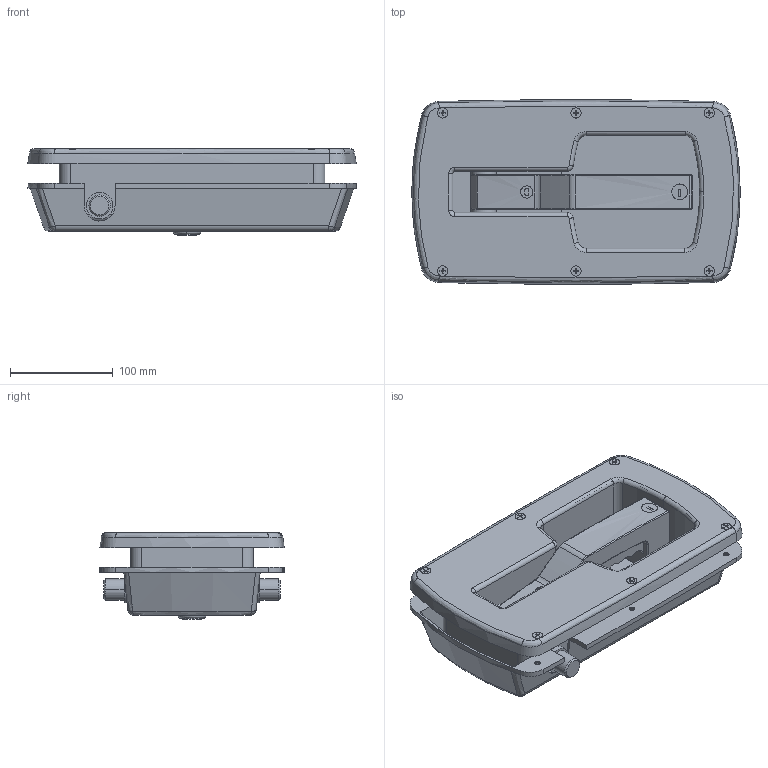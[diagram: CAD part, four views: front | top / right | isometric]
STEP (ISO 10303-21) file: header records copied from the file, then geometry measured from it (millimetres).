
FILE_DESCRIPTION (( 'STEP AP203' ), '1' );
FILE_NAME ('FA-815N-3-A-Hontai.STEP', '2020-05-22T04:04:59', ( '' ), ( '' ), 'SwSTEP 2.0', 'SolidWorks 2018', '' );
FILE_SCHEMA (( 'CONFIG_CONTROL_DESIGN' ));
Length unit declared in the file: millimetre
Products named in the file (9): FA-815N-3-A-Hontai; FA-815N-3_十字穴付皿小ねじ_内径基準ver1.02__M5x8十字穴付皿小ねじ(SUS); FA-815-3_表カバー_; C-30-SG-A__C-30-SG-20A; FA-815N-3-A_ジョイント__ジョイントA; FA-815-3_裏カバー_; FA-815-3_ボディ_; FA-815-3_ハンドル_; T0230僟儈乕儘乕僞乕__#T0230-3
Assembly tree (14 placements, depth 2):
  FA-815N-3-A-Hontai
    FA-815-3_表カバー_
    FA-815-3_ボディ_
    FA-815-3_ハンドル_
    FA-815-3_裏カバー_
    FA-815N-3-A_ジョイント__ジョイントA  x2
    C-30-SG-A__C-30-SG-20A
    FA-815N-3_十字穴付皿小ねじ_内径基準ver1.02__M5x8十字穴付皿小ねじ(SUS)  x6
    T0230僟儈乕儘乕僞乕__#T0230-3
Bounding box: 320 x 179.99 x 84.4 mm (x, y, z)
Volume: 979728.6 mm3; surface area: 608983 mm2
Topology: 14 solids, 14 shells, 741 faces, 1845 edges, 1164 vertices
Faces by surface type: cylinder 296, plane 253, torus 74, cone 68, bspline 40, sphere 10
Entity records: 20420 total; most frequent: CARTESIAN_POINT 6141, DIRECTION 2945, ORIENTED_EDGE 2682, EDGE_CURVE 1341, AXIS2_PLACEMENT_3D 1210, VERTEX_POINT 838, CIRCLE 692, EDGE_LOOP 625
